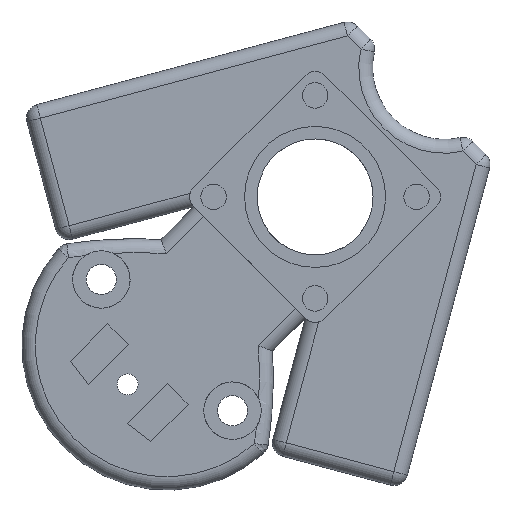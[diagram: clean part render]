
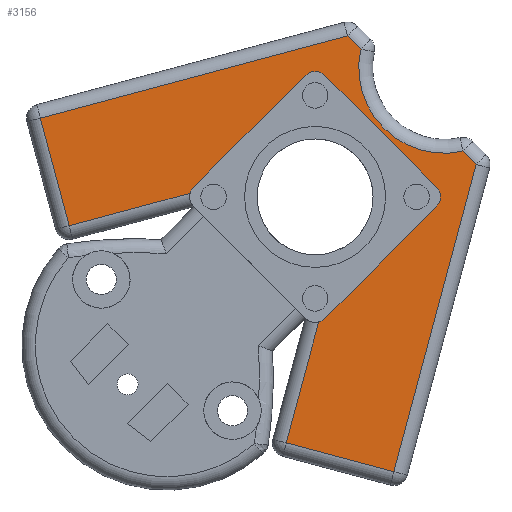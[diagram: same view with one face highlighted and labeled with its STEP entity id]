
A CAD part, front view. The second image highlights one B-rep face of the part: STEP entity #3156.
In plain terms, the highlighted planar face has unit normal (0, -1, 0).
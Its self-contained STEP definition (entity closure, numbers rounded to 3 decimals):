
#133=PLANE('',#3463);
#271=FACE_OUTER_BOUND('',#491,.T.);
#491=EDGE_LOOP('',(#2303,#2304,#2305,#2306,#2307,#2308,#2309,#2310,#2311,
#2312,#2313,#2314,#2315,#2316,#2317,#2318));
#675=LINE('',#4830,#911);
#684=LINE('',#4877,#920);
#726=LINE('',#5169,#962);
#731=LINE('',#5179,#967);
#733=LINE('',#5196,#969);
#734=LINE('',#5204,#970);
#735=LINE('',#5206,#971);
#736=LINE('',#5211,#972);
#737=LINE('',#5214,#973);
#738=LINE('',#5216,#974);
#739=LINE('',#5217,#975);
#911=VECTOR('',#3777,10.);
#920=VECTOR('',#3834,10.);
#962=VECTOR('',#4016,10.);
#967=VECTOR('',#4027,10.);
#969=VECTOR('',#4045,10.);
#970=VECTOR('',#4058,10.);
#971=VECTOR('',#4059,10.);
#972=VECTOR('',#4064,10.);
#973=VECTOR('',#4067,10.);
#974=VECTOR('',#4068,10.);
#975=VECTOR('',#4069,10.);
#1205=CIRCLE('',#3448,3.);
#1208=CIRCLE('',#3453,18.5);
#1215=CIRCLE('',#3464,3.);
#1216=CIRCLE('',#3465,3.);
#1217=CIRCLE('',#3466,3.);
#1344=VERTEX_POINT('',#4827);
#1345=VERTEX_POINT('',#4829);
#1358=VERTEX_POINT('',#4874);
#1359=VERTEX_POINT('',#4876);
#1427=VERTEX_POINT('',#5167);
#1428=VERTEX_POINT('',#5168);
#1429=VERTEX_POINT('',#5173);
#1430=VERTEX_POINT('',#5177);
#1433=VERTEX_POINT('',#5184);
#1434=VERTEX_POINT('',#5186);
#1437=VERTEX_POINT('',#5194);
#1439=VERTEX_POINT('',#5205);
#1440=VERTEX_POINT('',#5208);
#1441=VERTEX_POINT('',#5210);
#1442=VERTEX_POINT('',#5212);
#1443=VERTEX_POINT('',#5215);
#1629=EDGE_CURVE('',#1344,#1345,#675,.T.);
#1652=EDGE_CURVE('',#1358,#1359,#684,.T.);
#1745=EDGE_CURVE('',#1427,#1428,#726,.T.);
#1748=EDGE_CURVE('',#1427,#1429,#1205,.F.);
#1751=EDGE_CURVE('',#1430,#1429,#731,.T.);
#1754=EDGE_CURVE('',#1433,#1434,#1208,.T.);
#1759=EDGE_CURVE('',#1437,#1433,#733,.T.);
#1763=EDGE_CURVE('',#1345,#1437,#734,.T.);
#1764=EDGE_CURVE('',#1439,#1344,#735,.T.);
#1765=EDGE_CURVE('',#1439,#1430,#1215,.T.);
#1766=EDGE_CURVE('',#1440,#1428,#1216,.F.);
#1767=EDGE_CURVE('',#1440,#1441,#736,.T.);
#1768=EDGE_CURVE('',#1442,#1441,#1217,.F.);
#1769=EDGE_CURVE('',#1359,#1442,#737,.T.);
#1770=EDGE_CURVE('',#1443,#1358,#738,.T.);
#1771=EDGE_CURVE('',#1434,#1443,#739,.T.);
#2303=ORIENTED_EDGE('',*,*,#1754,.F.);
#2304=ORIENTED_EDGE('',*,*,#1759,.F.);
#2305=ORIENTED_EDGE('',*,*,#1763,.F.);
#2306=ORIENTED_EDGE('',*,*,#1629,.F.);
#2307=ORIENTED_EDGE('',*,*,#1764,.F.);
#2308=ORIENTED_EDGE('',*,*,#1765,.T.);
#2309=ORIENTED_EDGE('',*,*,#1751,.T.);
#2310=ORIENTED_EDGE('',*,*,#1748,.F.);
#2311=ORIENTED_EDGE('',*,*,#1745,.T.);
#2312=ORIENTED_EDGE('',*,*,#1766,.F.);
#2313=ORIENTED_EDGE('',*,*,#1767,.T.);
#2314=ORIENTED_EDGE('',*,*,#1768,.F.);
#2315=ORIENTED_EDGE('',*,*,#1769,.F.);
#2316=ORIENTED_EDGE('',*,*,#1652,.F.);
#2317=ORIENTED_EDGE('',*,*,#1770,.F.);
#2318=ORIENTED_EDGE('',*,*,#1771,.F.);
#3156=ADVANCED_FACE('',(#271),#133,.T.);
#3448=AXIS2_PLACEMENT_3D('',#5174,#4021,#4022);
#3453=AXIS2_PLACEMENT_3D('',#5187,#4034,#4035);
#3463=AXIS2_PLACEMENT_3D('',#5203,#4056,#4057);
#3464=AXIS2_PLACEMENT_3D('',#5207,#4060,#4061);
#3465=AXIS2_PLACEMENT_3D('',#5209,#4062,#4063);
#3466=AXIS2_PLACEMENT_3D('',#5213,#4065,#4066);
#3777=DIRECTION('',(-0.259,0.,0.966));
#3834=DIRECTION('',(-0.966,0.,0.259));
#4016=DIRECTION('',(0.707,0.,-0.707));
#4021=DIRECTION('center_axis',(0.,1.,0.));
#4022=DIRECTION('ref_axis',(0.,0.,1.));
#4027=DIRECTION('',(0.707,0.,0.707));
#4034=DIRECTION('center_axis',(0.,-1.,0.));
#4035=DIRECTION('ref_axis',(-0.707,0.,-0.707));
#4045=DIRECTION('',(0.707,0.,-0.707));
#4056=DIRECTION('center_axis',(0.,-1.,0.));
#4057=DIRECTION('ref_axis',(0.,0.,1.));
#4058=DIRECTION('',(0.966,0.,0.259));
#4059=DIRECTION('',(-0.966,0.,-0.259));
#4060=DIRECTION('center_axis',(0.,1.,0.));
#4061=DIRECTION('ref_axis',(-1.,0.,0.));
#4062=DIRECTION('center_axis',(0.,1.,0.));
#4063=DIRECTION('ref_axis',(1.,0.,0.));
#4064=DIRECTION('',(-0.707,0.,-0.707));
#4065=DIRECTION('center_axis',(0.,1.,0.));
#4066=DIRECTION('ref_axis',(0.,0.,-1.));
#4067=DIRECTION('',(0.259,0.,0.966));
#4068=DIRECTION('',(-0.259,0.,-0.966));
#4069=DIRECTION('',(0.707,0.,-0.707));
#4827=CARTESIAN_POINT('',(-22.195,30.,-34.108));
#4829=CARTESIAN_POINT('',(-28.407,30.,-10.926));
#4830=CARTESIAN_POINT('',(-25.172,30.,-23.));
#4874=CARTESIAN_POINT('',(47.808,30.,-87.141));
#4876=CARTESIAN_POINT('',(24.626,30.,-80.93));
#4877=CARTESIAN_POINT('',(36.7,30.,-84.165));
#5167=CARTESIAN_POINT('',(32.952,30.,-1.741));
#5168=CARTESIAN_POINT('',(56.994,30.,-25.782));
#5169=CARTESIAN_POINT('',(52.044,30.,-20.832));
#5173=CARTESIAN_POINT('',(28.709,30.,-1.741));
#5174=CARTESIAN_POINT('Origin',(30.831,30.,-3.862));
#5177=CARTESIAN_POINT('',(4.668,30.,-25.782));
#5179=CARTESIAN_POINT('',(24.795,30.,-5.655));
#5184=CARTESIAN_POINT('',(40.67,30.,3.992));
#5186=CARTESIAN_POINT('',(62.726,30.,-18.064));
#5187=CARTESIAN_POINT('Origin',(58.734,30.,0.));
#5194=CARTESIAN_POINT('',(37.838,30.,6.824));
#5196=CARTESIAN_POINT('',(44.156,30.,0.506));
#5203=CARTESIAN_POINT('Origin',(32.9,30.,-25.834));
#5204=CARTESIAN_POINT('',(32.289,30.,5.337));
#5205=CARTESIAN_POINT('',(3.894,30.,-27.118));
#5206=CARTESIAN_POINT('',(34.012,30.,-19.048));
#5207=CARTESIAN_POINT('Origin',(6.789,30.,-27.904));
#5208=CARTESIAN_POINT('',(56.994,30.,-30.025));
#5209=CARTESIAN_POINT('Origin',(54.872,30.,-27.904));
#5210=CARTESIAN_POINT('',(32.952,30.,-54.066));
#5211=CARTESIAN_POINT('',(38.937,30.,-48.082));
#5212=CARTESIAN_POINT('',(31.617,30.,-54.84));
#5213=CARTESIAN_POINT('Origin',(30.831,30.,-51.945));
#5214=CARTESIAN_POINT('',(34.51,30.,-44.041));
#5215=CARTESIAN_POINT('',(65.558,30.,-20.897));
#5216=CARTESIAN_POINT('',(58.466,30.,-47.364));
#5217=CARTESIAN_POINT('',(56.596,30.,-11.934));
